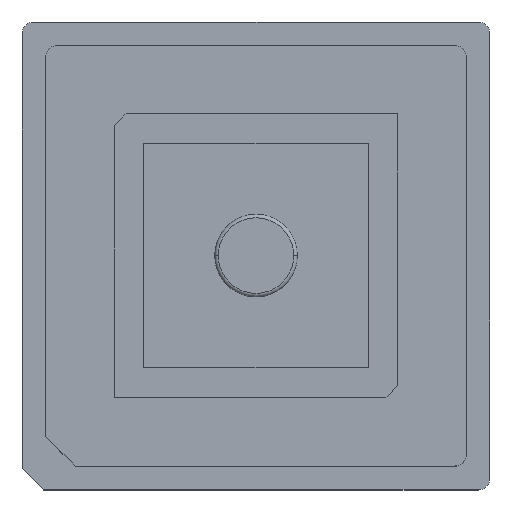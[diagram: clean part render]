
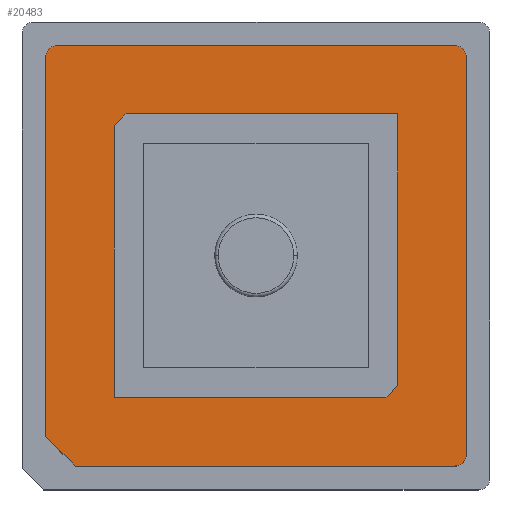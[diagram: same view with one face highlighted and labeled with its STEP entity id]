
A CAD part, top view. The second image highlights one B-rep face of the part: STEP entity #20483.
In plain terms, the highlighted planar face has unit normal (0, 0, 1).
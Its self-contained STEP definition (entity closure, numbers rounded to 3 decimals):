
#7 = LINE ( 'NONE', #19669, #11280 ) ;
#703 = LINE ( 'NONE', #7727, #19129 ) ;
#924 = DIRECTION ( 'NONE',  ( 1., 0., 0. ) ) ;
#940 = DIRECTION ( 'NONE',  ( 0., 0., 1. ) ) ;
#944 = EDGE_CURVE ( 'NONE', #14300, #5899, #8166, .T. ) ;
#1033 = PLANE ( 'NONE',  #6786 ) ;
#1331 = LINE ( 'NONE', #3562, #6622 ) ;
#1498 = EDGE_CURVE ( 'NONE', #12351, #9268, #1331, .T. ) ;
#1960 = VECTOR ( 'NONE', #2510, 1000. ) ;
#2086 = DIRECTION ( 'NONE',  ( 0.707, -0.707, 0. ) ) ;
#2370 = ORIENTED_EDGE ( 'NONE', *, *, #20680, .T. ) ;
#2445 = CARTESIAN_POINT ( 'NONE',  ( -5.5, 6., 8. ) ) ;
#2510 = DIRECTION ( 'NONE',  ( 1., 0., 0. ) ) ;
#2838 = LINE ( 'NONE', #22448, #15469 ) ;
#3057 = CARTESIAN_POINT ( 'NONE',  ( 5.5, -6., 8. ) ) ;
#3149 = FACE_OUTER_BOUND ( 'NONE', #13795, .T. ) ;
#3562 = CARTESIAN_POINT ( 'NONE',  ( 8.9, 8.9, 8. ) ) ;
#3597 = DIRECTION ( 'NONE',  ( 0., -1., 0. ) ) ;
#3709 = CARTESIAN_POINT ( 'NONE',  ( 8.4, 8.4, 8. ) ) ;
#4008 = VERTEX_POINT ( 'NONE', #10281 ) ;
#4230 = DIRECTION ( 'NONE',  ( 1., 0., 0. ) ) ;
#4810 = DIRECTION ( 'NONE',  ( 0., 0., 1. ) ) ;
#5335 = LINE ( 'NONE', #12426, #5678 ) ;
#5430 = ORIENTED_EDGE ( 'NONE', *, *, #22824, .T. ) ;
#5621 = DIRECTION ( 'NONE',  ( 0., 1., 0. ) ) ;
#5678 = VECTOR ( 'NONE', #3597, 1000. ) ;
#5754 = CARTESIAN_POINT ( 'NONE',  ( 8.9, -8.9, 8. ) ) ;
#5770 = VERTEX_POINT ( 'NONE', #9326 ) ;
#5773 = CARTESIAN_POINT ( 'NONE',  ( -6., 6., 8. ) ) ;
#5892 = VERTEX_POINT ( 'NONE', #2445 ) ;
#5899 = VERTEX_POINT ( 'NONE', #11515 ) ;
#6022 = CARTESIAN_POINT ( 'NONE',  ( 8.4, -8.9, 8. ) ) ;
#6323 = CARTESIAN_POINT ( 'NONE',  ( -8.4, 8.4, 8. ) ) ;
#6622 = VECTOR ( 'NONE', #8930, 1000. ) ;
#6786 = AXIS2_PLACEMENT_3D ( 'NONE', #20778, #19000, #924 ) ;
#6874 = DIRECTION ( 'NONE',  ( 1., 0., 0. ) ) ;
#6893 = ORIENTED_EDGE ( 'NONE', *, *, #14529, .T. ) ;
#7221 = CARTESIAN_POINT ( 'NONE',  ( -8.9, 8.9, 8. ) ) ;
#7273 = DIRECTION ( 'NONE',  ( 0., 1., 0. ) ) ;
#7600 = VERTEX_POINT ( 'NONE', #3057 ) ;
#7727 = CARTESIAN_POINT ( 'NONE',  ( 6., 6., 8. ) ) ;
#8081 = DIRECTION ( 'NONE',  ( 1., 0., 0. ) ) ;
#8166 = CIRCLE ( 'NONE', #20473, 0.5 ) ;
#8867 = DIRECTION ( 'NONE',  ( 0., 0., 1. ) ) ;
#8878 = CARTESIAN_POINT ( 'NONE',  ( -8.9, -7.65, 8. ) ) ;
#8930 = DIRECTION ( 'NONE',  ( -1., 0., 0. ) ) ;
#9045 = EDGE_CURVE ( 'NONE', #18883, #5892, #7, .T. ) ;
#9268 = VERTEX_POINT ( 'NONE', #15774 ) ;
#9326 = CARTESIAN_POINT ( 'NONE',  ( -6., -6., 8. ) ) ;
#9353 = VECTOR ( 'NONE', #2086, 1000. ) ;
#10281 = CARTESIAN_POINT ( 'NONE',  ( 6., 6., 8. ) ) ;
#10545 = DIRECTION ( 'NONE',  ( -0.707, -0.707, 0. ) ) ;
#10550 = CARTESIAN_POINT ( 'NONE',  ( 6., -5.5, 8. ) ) ;
#10697 = EDGE_CURVE ( 'NONE', #4008, #5892, #14622, .T. ) ;
#10723 = LINE ( 'NONE', #8878, #9353 ) ;
#10794 = DIRECTION ( 'NONE',  ( -1., 0., 0. ) ) ;
#11076 = ORIENTED_EDGE ( 'NONE', *, *, #17545, .T. ) ;
#11280 = VECTOR ( 'NONE', #19782, 1000. ) ;
#11431 = ORIENTED_EDGE ( 'NONE', *, *, #18141, .T. ) ;
#11460 = ORIENTED_EDGE ( 'NONE', *, *, #1498, .T. ) ;
#11515 = CARTESIAN_POINT ( 'NONE',  ( 8.9, -8.4, 8. ) ) ;
#12217 = ORIENTED_EDGE ( 'NONE', *, *, #17391, .T. ) ;
#12261 = CARTESIAN_POINT ( 'NONE',  ( 6., -5.5, 8. ) ) ;
#12351 = VERTEX_POINT ( 'NONE', #14272 ) ;
#12389 = EDGE_CURVE ( 'NONE', #20348, #4008, #703, .T. ) ;
#12426 = CARTESIAN_POINT ( 'NONE',  ( -6., 6., 8. ) ) ;
#12504 = EDGE_CURVE ( 'NONE', #9268, #22654, #12785, .T. ) ;
#12772 = ORIENTED_EDGE ( 'NONE', *, *, #13291, .F. ) ;
#12785 = CIRCLE ( 'NONE', #16875, 0.5 ) ;
#13291 = EDGE_CURVE ( 'NONE', #5770, #7600, #2838, .T. ) ;
#13438 = CIRCLE ( 'NONE', #15301, 0.5 ) ;
#13528 = CARTESIAN_POINT ( 'NONE',  ( 8.4, -8.4, 8. ) ) ;
#13665 = DIRECTION ( 'NONE',  ( 1., 0., 0. ) ) ;
#13672 = CARTESIAN_POINT ( 'NONE',  ( -7.65, -8.9, 8. ) ) ;
#13795 = EDGE_LOOP ( 'NONE', ( #5430, #2370, #11460, #15404, #6893, #11431, #12217, #20965 ) ) ;
#14158 = ORIENTED_EDGE ( 'NONE', *, *, #9045, .T. ) ;
#14187 = VERTEX_POINT ( 'NONE', #18587 ) ;
#14272 = CARTESIAN_POINT ( 'NONE',  ( 8.4, 8.9, 8. ) ) ;
#14300 = VERTEX_POINT ( 'NONE', #6022 ) ;
#14334 = CARTESIAN_POINT ( 'NONE',  ( 8.9, 8.4, 8. ) ) ;
#14529 = EDGE_CURVE ( 'NONE', #22654, #14187, #17720, .T. ) ;
#14622 = LINE ( 'NONE', #5773, #17317 ) ;
#15074 = ORIENTED_EDGE ( 'NONE', *, *, #12389, .F. ) ;
#15212 = VECTOR ( 'NONE', #23122, 1000. ) ;
#15301 = AXIS2_PLACEMENT_3D ( 'NONE', #3709, #8867, #6874 ) ;
#15377 = EDGE_LOOP ( 'NONE', ( #15074, #11076, #12772, #22096, #14158, #21396 ) ) ;
#15404 = ORIENTED_EDGE ( 'NONE', *, *, #12504, .T. ) ;
#15420 = VECTOR ( 'NONE', #7273, 1000. ) ;
#15431 = LINE ( 'NONE', #13672, #1960 ) ;
#15455 = CARTESIAN_POINT ( 'NONE',  ( -7.65, -8.9, 8. ) ) ;
#15469 = VECTOR ( 'NONE', #13665, 1000. ) ;
#15774 = CARTESIAN_POINT ( 'NONE',  ( -8.4, 8.9, 8. ) ) ;
#16131 = LINE ( 'NONE', #5754, #15420 ) ;
#16584 = EDGE_CURVE ( 'NONE', #18883, #5770, #5335, .T. ) ;
#16875 = AXIS2_PLACEMENT_3D ( 'NONE', #6323, #4810, #8081 ) ;
#17013 = FACE_BOUND ( 'NONE', #15377, .T. ) ;
#17317 = VECTOR ( 'NONE', #10794, 1000. ) ;
#17391 = EDGE_CURVE ( 'NONE', #21586, #14300, #15431, .T. ) ;
#17545 = EDGE_CURVE ( 'NONE', #20348, #7600, #22950, .T. ) ;
#17720 = LINE ( 'NONE', #7221, #15212 ) ;
#18098 = VERTEX_POINT ( 'NONE', #14334 ) ;
#18141 = EDGE_CURVE ( 'NONE', #14187, #21586, #10723, .T. ) ;
#18533 = CARTESIAN_POINT ( 'NONE',  ( -6., 5.5, 8. ) ) ;
#18587 = CARTESIAN_POINT ( 'NONE',  ( -8.9, -7.65, 8. ) ) ;
#18883 = VERTEX_POINT ( 'NONE', #18533 ) ;
#19000 = DIRECTION ( 'NONE',  ( 0., 0., 1. ) ) ;
#19129 = VECTOR ( 'NONE', #5621, 1000. ) ;
#19669 = CARTESIAN_POINT ( 'NONE',  ( -6., 5.5, 8. ) ) ;
#19694 = VECTOR ( 'NONE', #10545, 1000. ) ;
#19782 = DIRECTION ( 'NONE',  ( 0.707, 0.707, 0. ) ) ;
#20348 = VERTEX_POINT ( 'NONE', #10550 ) ;
#20473 = AXIS2_PLACEMENT_3D ( 'NONE', #13528, #940, #4230 ) ;
#20483 = ADVANCED_FACE ( 'NONE', ( #17013, #3149 ), #1033, .T. ) ;
#20680 = EDGE_CURVE ( 'NONE', #18098, #12351, #13438, .T. ) ;
#20778 = CARTESIAN_POINT ( 'NONE',  ( 0., 0., 8. ) ) ;
#20965 = ORIENTED_EDGE ( 'NONE', *, *, #944, .T. ) ;
#21396 = ORIENTED_EDGE ( 'NONE', *, *, #10697, .F. ) ;
#21586 = VERTEX_POINT ( 'NONE', #15455 ) ;
#22096 = ORIENTED_EDGE ( 'NONE', *, *, #16584, .F. ) ;
#22448 = CARTESIAN_POINT ( 'NONE',  ( -6., -6., 8. ) ) ;
#22654 = VERTEX_POINT ( 'NONE', #22698 ) ;
#22698 = CARTESIAN_POINT ( 'NONE',  ( -8.9, 8.4, 8. ) ) ;
#22824 = EDGE_CURVE ( 'NONE', #5899, #18098, #16131, .T. ) ;
#22950 = LINE ( 'NONE', #12261, #19694 ) ;
#23122 = DIRECTION ( 'NONE',  ( 0., -1., 0. ) ) ;
